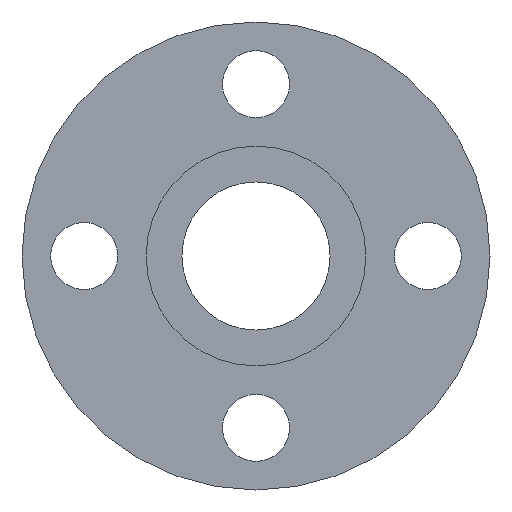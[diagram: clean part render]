
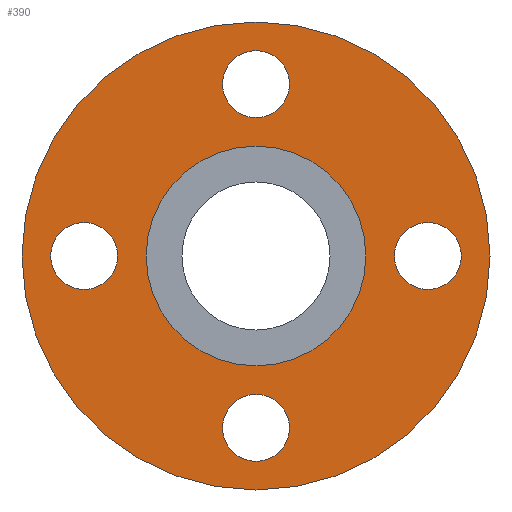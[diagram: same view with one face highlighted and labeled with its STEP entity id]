
A CAD part, left-side view. The second image highlights one B-rep face of the part: STEP entity #390.
In plain terms, the highlighted planar face has unit normal (-1, 0, 0).
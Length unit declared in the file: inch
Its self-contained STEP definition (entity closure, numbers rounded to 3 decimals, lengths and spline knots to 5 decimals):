
#3 = AXIS2_PLACEMENT_3D ( 'NONE', #687, #589, #341 ) ;
#19 = VERTEX_POINT ( 'NONE', #760 ) ;
#22 = AXIS2_PLACEMENT_3D ( 'NONE', #564, #88, #332 ) ;
#24 = DIRECTION ( 'NONE',  ( 0., 0., 1. ) ) ;
#33 = CIRCLE ( 'NONE', #598, 0.4375 ) ;
#34 = AXIS2_PLACEMENT_3D ( 'NONE', #227, #753, #333 ) ;
#42 = DIRECTION ( 'NONE',  ( 0., 0., 1. ) ) ;
#48 = AXIS2_PLACEMENT_3D ( 'NONE', #534, #698, #243 ) ;
#49 = EDGE_CURVE ( 'NONE', #285, #19, #33, .T. ) ;
#54 = DIRECTION ( 'NONE',  ( -1., 0., 0. ) ) ;
#56 = FACE_BOUND ( 'NONE', #536, .T. ) ;
#57 = CARTESIAN_POINT ( 'NONE',  ( 0.10586, -2.25, 0. ) ) ;
#65 = DIRECTION ( 'NONE',  ( -1., 0., 0. ) ) ;
#66 = ORIENTED_EDGE ( 'NONE', *, *, #217, .F. ) ;
#67 = CARTESIAN_POINT ( 'NONE',  ( 0.10586, 0., 1.4375 ) ) ;
#70 = CARTESIAN_POINT ( 'NONE',  ( 0.10586, 0., 3.0625 ) ) ;
#73 = AXIS2_PLACEMENT_3D ( 'NONE', #456, #277, #219 ) ;
#74 = ORIENTED_EDGE ( 'NONE', *, *, #565, .F. ) ;
#75 = CIRCLE ( 'NONE', #172, 0.4375 ) ;
#88 = DIRECTION ( 'NONE',  ( -1., 0., 0. ) ) ;
#89 = EDGE_CURVE ( 'NONE', #19, #285, #335, .T. ) ;
#91 = VERTEX_POINT ( 'NONE', #70 ) ;
#93 = CARTESIAN_POINT ( 'NONE',  ( 0.10586, -2.25, -0.4375 ) ) ;
#104 = DIRECTION ( 'NONE',  ( 0., 0., 1. ) ) ;
#107 = PLANE ( 'NONE',  #702 ) ;
#108 = DIRECTION ( 'NONE',  ( 0., 0., -1. ) ) ;
#115 = DIRECTION ( 'NONE',  ( -1., 0., 0. ) ) ;
#119 = AXIS2_PLACEMENT_3D ( 'NONE', #512, #694, #42 ) ;
#126 = DIRECTION ( 'NONE',  ( -1., 0., 0. ) ) ;
#133 = CIRCLE ( 'NONE', #3, 3.0625 ) ;
#142 = CARTESIAN_POINT ( 'NONE',  ( 0.10586, 0., 2.25 ) ) ;
#167 = CIRCLE ( 'NONE', #631, 3.0625 ) ;
#168 = EDGE_CURVE ( 'NONE', #91, #385, #167, .T. ) ;
#169 = FACE_BOUND ( 'NONE', #430, .T. ) ;
#172 = AXIS2_PLACEMENT_3D ( 'NONE', #403, #54, #635 ) ;
#182 = FACE_BOUND ( 'NONE', #393, .T. ) ;
#189 = ORIENTED_EDGE ( 'NONE', *, *, #530, .F. ) ;
#200 = CARTESIAN_POINT ( 'NONE',  ( 0.10586, 0., 2.25 ) ) ;
#202 = EDGE_CURVE ( 'NONE', #282, #727, #691, .T. ) ;
#208 = VERTEX_POINT ( 'NONE', #93 ) ;
#209 = CIRCLE ( 'NONE', #73, 0.4375 ) ;
#210 = CIRCLE ( 'NONE', #378, 0.4375 ) ;
#213 = EDGE_CURVE ( 'NONE', #404, #745, #723, .T. ) ;
#217 = EDGE_CURVE ( 'NONE', #745, #404, #457, .T. ) ;
#219 = DIRECTION ( 'NONE',  ( 0., 0., 1. ) ) ;
#225 = DIRECTION ( 'NONE',  ( -1., 0., 0. ) ) ;
#227 = CARTESIAN_POINT ( 'NONE',  ( 0.10586, -2.25, 0. ) ) ;
#236 = AXIS2_PLACEMENT_3D ( 'NONE', #200, #443, #728 ) ;
#237 = FACE_OUTER_BOUND ( 'NONE', #601, .T. ) ;
#243 = DIRECTION ( 'NONE',  ( 0., 1., 0. ) ) ;
#264 = DIRECTION ( 'NONE',  ( -1., 0., 0. ) ) ;
#277 = DIRECTION ( 'NONE',  ( -1., 0., 0. ) ) ;
#282 = VERTEX_POINT ( 'NONE', #516 ) ;
#285 = VERTEX_POINT ( 'NONE', #397 ) ;
#297 = CARTESIAN_POINT ( 'NONE',  ( 0.10586, 0., 0. ) ) ;
#316 = VERTEX_POINT ( 'NONE', #455 ) ;
#320 = CARTESIAN_POINT ( 'NONE',  ( 0.10586, 0., 0. ) ) ;
#327 = ORIENTED_EDGE ( 'NONE', *, *, #168, .T. ) ;
#329 = CARTESIAN_POINT ( 'NONE',  ( 0.10586, 0., -2.25 ) ) ;
#332 = DIRECTION ( 'NONE',  ( 0., 0., 1. ) ) ;
#333 = DIRECTION ( 'NONE',  ( 0., 0., -1. ) ) ;
#335 = CIRCLE ( 'NONE', #236, 0.4375 ) ;
#341 = DIRECTION ( 'NONE',  ( 0., 0., 1. ) ) ;
#378 = AXIS2_PLACEMENT_3D ( 'NONE', #57, #65, #108 ) ;
#379 = VERTEX_POINT ( 'NONE', #707 ) ;
#381 = ORIENTED_EDGE ( 'NONE', *, *, #400, .F. ) ;
#385 = VERTEX_POINT ( 'NONE', #712 ) ;
#390 = ADVANCED_FACE ( 'NONE', ( #56, #169, #599, #649, #237, #182 ), #107, .T. ) ;
#393 = EDGE_LOOP ( 'NONE', ( #66, #737 ) ) ;
#397 = CARTESIAN_POINT ( 'NONE',  ( 0.10586, 0., 2.6875 ) ) ;
#400 = EDGE_CURVE ( 'NONE', #727, #282, #424, .T. ) ;
#403 = CARTESIAN_POINT ( 'NONE',  ( 0.10586, 2.25, 0. ) ) ;
#404 = VERTEX_POINT ( 'NONE', #425 ) ;
#424 = CIRCLE ( 'NONE', #48, 0.4375 ) ;
#425 = CARTESIAN_POINT ( 'NONE',  ( 0.10586, 0., -1.4375 ) ) ;
#430 = EDGE_LOOP ( 'NONE', ( #682, #453 ) ) ;
#443 = DIRECTION ( 'NONE',  ( -1., 0., 0. ) ) ;
#446 = CIRCLE ( 'NONE', #34, 0.4375 ) ;
#453 = ORIENTED_EDGE ( 'NONE', *, *, #623, .F. ) ;
#455 = CARTESIAN_POINT ( 'NONE',  ( 0.10586, -2.25, 0.4375 ) ) ;
#456 = CARTESIAN_POINT ( 'NONE',  ( 0.10586, 2.25, 0. ) ) ;
#457 = CIRCLE ( 'NONE', #119, 1.4375 ) ;
#458 = ORIENTED_EDGE ( 'NONE', *, *, #202, .F. ) ;
#473 = CARTESIAN_POINT ( 'NONE',  ( 0.10586, 2.25, 0.4375 ) ) ;
#493 = AXIS2_PLACEMENT_3D ( 'NONE', #329, #225, #576 ) ;
#512 = CARTESIAN_POINT ( 'NONE',  ( 0.10586, 0., 0. ) ) ;
#516 = CARTESIAN_POINT ( 'NONE',  ( 0.10586, 0., -2.6875 ) ) ;
#521 = EDGE_CURVE ( 'NONE', #316, #208, #446, .T. ) ;
#530 = EDGE_CURVE ( 'NONE', #664, #379, #209, .T. ) ;
#534 = CARTESIAN_POINT ( 'NONE',  ( 0.10586, 0., -2.25 ) ) ;
#536 = EDGE_LOOP ( 'NONE', ( #696, #720 ) ) ;
#557 = EDGE_CURVE ( 'NONE', #385, #91, #133, .T. ) ;
#564 = CARTESIAN_POINT ( 'NONE',  ( 0.10586, 0., 0. ) ) ;
#565 = EDGE_CURVE ( 'NONE', #379, #664, #75, .T. ) ;
#576 = DIRECTION ( 'NONE',  ( 0., 1., 0. ) ) ;
#582 = EDGE_LOOP ( 'NONE', ( #189, #74 ) ) ;
#589 = DIRECTION ( 'NONE',  ( -1., 0., 0. ) ) ;
#598 = AXIS2_PLACEMENT_3D ( 'NONE', #142, #264, #677 ) ;
#599 = FACE_BOUND ( 'NONE', #662, .T. ) ;
#601 = EDGE_LOOP ( 'NONE', ( #327, #609 ) ) ;
#605 = CARTESIAN_POINT ( 'NONE',  ( 0.10586, 0., -1.8125 ) ) ;
#609 = ORIENTED_EDGE ( 'NONE', *, *, #557, .T. ) ;
#623 = EDGE_CURVE ( 'NONE', #208, #316, #210, .T. ) ;
#631 = AXIS2_PLACEMENT_3D ( 'NONE', #320, #126, #24 ) ;
#635 = DIRECTION ( 'NONE',  ( 0., 0., 1. ) ) ;
#649 = FACE_BOUND ( 'NONE', #582, .T. ) ;
#662 = EDGE_LOOP ( 'NONE', ( #381, #458 ) ) ;
#664 = VERTEX_POINT ( 'NONE', #473 ) ;
#677 = DIRECTION ( 'NONE',  ( 0., -1., 0. ) ) ;
#682 = ORIENTED_EDGE ( 'NONE', *, *, #521, .F. ) ;
#687 = CARTESIAN_POINT ( 'NONE',  ( 0.10586, 0., 0. ) ) ;
#691 = CIRCLE ( 'NONE', #493, 0.4375 ) ;
#694 = DIRECTION ( 'NONE',  ( -1., 0., 0. ) ) ;
#696 = ORIENTED_EDGE ( 'NONE', *, *, #49, .F. ) ;
#698 = DIRECTION ( 'NONE',  ( -1., 0., 0. ) ) ;
#702 = AXIS2_PLACEMENT_3D ( 'NONE', #297, #115, #104 ) ;
#707 = CARTESIAN_POINT ( 'NONE',  ( 0.10586, 2.25, -0.4375 ) ) ;
#712 = CARTESIAN_POINT ( 'NONE',  ( 0.10586, 0., -3.0625 ) ) ;
#720 = ORIENTED_EDGE ( 'NONE', *, *, #89, .F. ) ;
#723 = CIRCLE ( 'NONE', #22, 1.4375 ) ;
#727 = VERTEX_POINT ( 'NONE', #605 ) ;
#728 = DIRECTION ( 'NONE',  ( 0., -1., 0. ) ) ;
#737 = ORIENTED_EDGE ( 'NONE', *, *, #213, .F. ) ;
#745 = VERTEX_POINT ( 'NONE', #67 ) ;
#753 = DIRECTION ( 'NONE',  ( -1., 0., 0. ) ) ;
#760 = CARTESIAN_POINT ( 'NONE',  ( 0.10586, 0., 1.8125 ) ) ;
